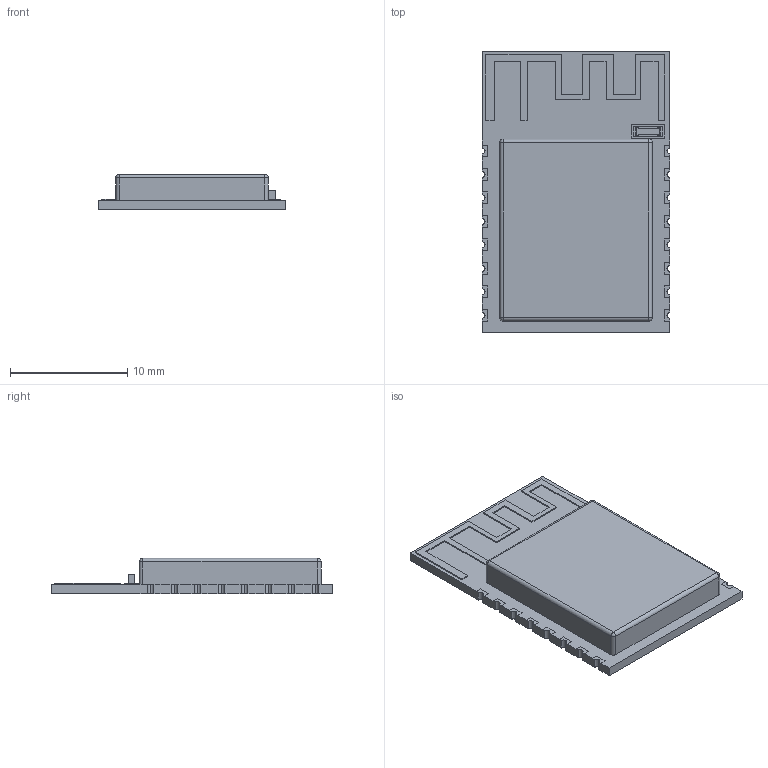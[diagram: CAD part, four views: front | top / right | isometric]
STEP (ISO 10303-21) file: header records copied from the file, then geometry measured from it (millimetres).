
FILE_DESCRIPTION (( 'STEP AP214' ), '1' );
FILE_NAME ('WIFIM-SMD_ESP-12S-8285-2M.STEP', '2021-07-10T14:43:58', ( '' ), ( '' ), 'SwSTEP 2.0', 'SolidWorks 2020', '' );
FILE_SCHEMA (( 'AUTOMOTIVE_DESIGN' ));
Length unit declared in the file: millimetre
Products named in the file (1): WIFIM-SMD_ESP-12S-8285-2M
Bounding box: 16 x 24 x 3 mm (x, y, z)
Volume: 751.3 mm3; surface area: 965.5 mm2
Topology: 1 solids, 1 shells, 309 faces, 873 edges, 574 vertices
Faces by surface type: plane 259, cylinder 32, bspline 14, sphere 4
Entity records: 13466 total; most frequent: CARTESIAN_POINT 2167, ORIENTED_EDGE 1738, DIRECTION 1454, EDGE_CURVE 869, VECTOR 734, LINE 734, VERTEX_POINT 574, AXIS2_PLACEMENT_3D 360
